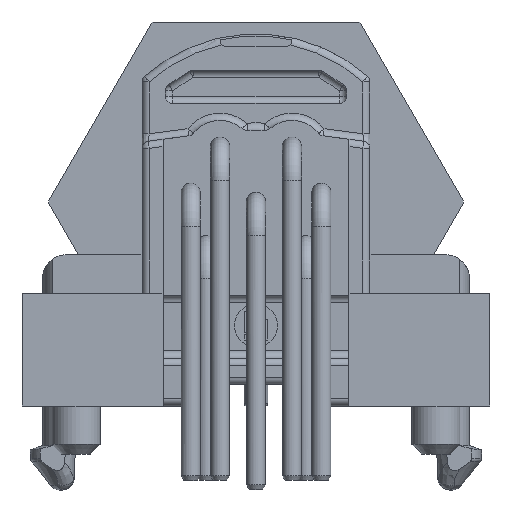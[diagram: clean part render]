
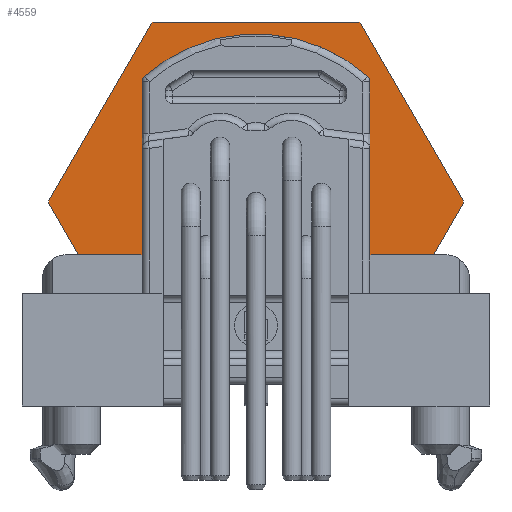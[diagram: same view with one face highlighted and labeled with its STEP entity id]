
A CAD part, left-side view. The second image highlights one B-rep face of the part: STEP entity #4559.
In plain terms, the highlighted planar face has unit normal (-1, 0, 0).
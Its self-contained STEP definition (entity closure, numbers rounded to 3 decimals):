
#371=CIRCLE('',#5368,7.);
#523=CIRCLE('',#5696,0.3);
#525=CIRCLE('',#5699,0.3);
#721=PLANE('',#5786);
#971=FACE_OUTER_BOUND('',#1308,.T.);
#1308=EDGE_LOOP('',(#2625,#2626,#2627,#2628,#2629,#2630,#2631,#2632,#2633,
#2634,#2635,#2636,#2637,#2638,#2639,#2640));
#2625=ORIENTED_EDGE('',*,*,#2987,.F.);
#2626=ORIENTED_EDGE('',*,*,#3065,.F.);
#2627=ORIENTED_EDGE('',*,*,#2848,.T.);
#2628=ORIENTED_EDGE('',*,*,#3452,.T.);
#2629=ORIENTED_EDGE('',*,*,#3441,.T.);
#2630=ORIENTED_EDGE('',*,*,#3453,.T.);
#2631=ORIENTED_EDGE('',*,*,#3445,.F.);
#2632=ORIENTED_EDGE('',*,*,#3454,.T.);
#2633=ORIENTED_EDGE('',*,*,#3448,.T.);
#2634=ORIENTED_EDGE('',*,*,#3455,.T.);
#2635=ORIENTED_EDGE('',*,*,#3450,.T.);
#2636=ORIENTED_EDGE('',*,*,#3041,.F.);
#2637=ORIENTED_EDGE('',*,*,#2968,.F.);
#2638=ORIENTED_EDGE('',*,*,#3367,.T.);
#2639=ORIENTED_EDGE('',*,*,#2994,.F.);
#2640=ORIENTED_EDGE('',*,*,#3369,.T.);
#2848=EDGE_CURVE('',#4851,#4855,#3549,.T.);
#2968=EDGE_CURVE('',#4963,#4964,#3612,.T.);
#2987=EDGE_CURVE('',#4977,#4978,#3626,.T.);
#2994=EDGE_CURVE('',#4984,#4981,#371,.T.);
#3041=EDGE_CURVE('',#4964,#4845,#3667,.T.);
#3065=EDGE_CURVE('',#4851,#4977,#3686,.T.);
#3367=EDGE_CURVE('',#4963,#4981,#523,.T.);
#3369=EDGE_CURVE('',#4984,#4978,#525,.T.);
#3441=EDGE_CURVE('',#5234,#5235,#3872,.T.);
#3445=EDGE_CURVE('',#5236,#5237,#3876,.T.);
#3448=EDGE_CURVE('',#5239,#5238,#3879,.T.);
#3450=EDGE_CURVE('',#5240,#4845,#3881,.T.);
#3452=EDGE_CURVE('',#4855,#5234,#3883,.T.);
#3453=EDGE_CURVE('',#5235,#5237,#3884,.T.);
#3454=EDGE_CURVE('',#5236,#5239,#3885,.T.);
#3455=EDGE_CURVE('',#5238,#5240,#3886,.T.);
#3549=LINE('',#7545,#3914);
#3612=LINE('',#8063,#3977);
#3626=LINE('',#8098,#3991);
#3667=LINE('',#8203,#4032);
#3686=LINE('',#8248,#4051);
#3872=LINE('',#9308,#4237);
#3876=LINE('',#9316,#4241);
#3879=LINE('',#9322,#4244);
#3881=LINE('',#9326,#4246);
#3883=LINE('',#9330,#4248);
#3884=LINE('',#9331,#4249);
#3885=LINE('',#9332,#4250);
#3886=LINE('',#9333,#4251);
#3914=VECTOR('',#5945,1.);
#3977=VECTOR('',#6098,1.);
#3991=VECTOR('',#6126,1.);
#4032=VECTOR('',#6209,1.);
#4051=VECTOR('',#6244,1.);
#4237=VECTOR('',#7208,1.);
#4241=VECTOR('',#7214,1.);
#4244=VECTOR('',#7219,1.);
#4246=VECTOR('',#7223,1.);
#4248=VECTOR('',#7227,1.);
#4249=VECTOR('',#7228,1.);
#4250=VECTOR('',#7229,1.);
#4251=VECTOR('',#7230,1.);
#4559=ADVANCED_FACE('',(#971),#721,.F.);
#4845=VERTEX_POINT('',#7522);
#4851=VERTEX_POINT('',#7534);
#4855=VERTEX_POINT('',#7544);
#4963=VERTEX_POINT('',#8062);
#4964=VERTEX_POINT('',#8064);
#4977=VERTEX_POINT('',#8097);
#4978=VERTEX_POINT('',#8099);
#4981=VERTEX_POINT('',#8107);
#4984=VERTEX_POINT('',#8112);
#5234=VERTEX_POINT('',#9309);
#5235=VERTEX_POINT('',#9310);
#5236=VERTEX_POINT('',#9315);
#5237=VERTEX_POINT('',#9317);
#5238=VERTEX_POINT('',#9321);
#5239=VERTEX_POINT('',#9323);
#5240=VERTEX_POINT('',#9327);
#5368=AXIS2_PLACEMENT_3D('',#8113,#6137,#6138);
#5696=AXIS2_PLACEMENT_3D('',#9101,#7005,#7006);
#5699=AXIS2_PLACEMENT_3D('',#9104,#7011,#7012);
#5786=AXIS2_PLACEMENT_3D('',#9334,#7231,#7232);
#5945=DIRECTION('',(0.,-0.5,0.866));
#6098=DIRECTION('',(0.,0.,-1.));
#6126=DIRECTION('',(0.,0.,1.));
#6137=DIRECTION('',(-1.,0.,0.));
#6138=DIRECTION('',(0.,1.,0.));
#6209=DIRECTION('',(0.,1.,0.));
#6244=DIRECTION('',(0.,1.,0.));
#7005=DIRECTION('',(1.,0.,0.));
#7006=DIRECTION('',(0.,0.,1.));
#7011=DIRECTION('',(1.,0.,0.));
#7012=DIRECTION('',(0.,0.,1.));
#7208=DIRECTION('',(0.,0.5,0.866));
#7214=DIRECTION('',(0.,-1.,0.));
#7219=DIRECTION('',(0.,0.5,-0.866));
#7223=DIRECTION('',(0.,-0.5,-0.866));
#7227=DIRECTION('',(0.,0.,1.));
#7228=DIRECTION('',(0.,0.866,0.5));
#7229=DIRECTION('',(0.,0.866,-0.5));
#7230=DIRECTION('',(0.,0.,-1.));
#7231=DIRECTION('',(1.,0.,0.));
#7232=DIRECTION('',(0.,0.,-1.));
#7522=CARTESIAN_POINT('',(2.,6.467,-3.8));
#7534=CARTESIAN_POINT('',(2.,-6.467,-3.8));
#7544=CARTESIAN_POINT('',(2.,-8.635,-0.043));
#7545=CARTESIAN_POINT('',(2.,-4.33,-7.5));
#8062=CARTESIAN_POINT('',(2.,4.75,5.009));
#8063=CARTESIAN_POINT('',(2.,4.75,5.142));
#8064=CARTESIAN_POINT('',(2.,4.75,-3.8));
#8097=CARTESIAN_POINT('',(2.,-4.75,-3.8));
#8098=CARTESIAN_POINT('',(2.,-4.75,-3.8));
#8099=CARTESIAN_POINT('',(2.,-4.75,5.009));
#8107=CARTESIAN_POINT('',(2.,4.649,5.233));
#8112=CARTESIAN_POINT('',(2.,-4.649,5.233));
#8113=CARTESIAN_POINT('',(2.,0.,0.));
#8203=CARTESIAN_POINT('',(2.,4.75,-3.8));
#8248=CARTESIAN_POINT('',(2.,-9.75,-3.8));
#9101=CARTESIAN_POINT('',(2.,4.45,5.009));
#9104=CARTESIAN_POINT('',(2.,-4.45,5.009));
#9308=CARTESIAN_POINT('',(2.,-8.66,0.));
#9309=CARTESIAN_POINT('',(2.,-8.635,0.043));
#9310=CARTESIAN_POINT('',(2.,-4.355,7.457));
#9315=CARTESIAN_POINT('',(2.,4.28,7.5));
#9316=CARTESIAN_POINT('',(2.,4.33,7.5));
#9317=CARTESIAN_POINT('',(2.,-4.28,7.5));
#9321=CARTESIAN_POINT('',(2.,8.636,0.043));
#9322=CARTESIAN_POINT('',(2.,4.33,7.5));
#9323=CARTESIAN_POINT('',(2.,4.355,7.457));
#9326=CARTESIAN_POINT('',(2.,8.661,0.));
#9327=CARTESIAN_POINT('',(2.,8.636,-0.043));
#9330=CARTESIAN_POINT('',(2.,-8.635,-0.043));
#9331=CARTESIAN_POINT('',(2.,-4.355,7.457));
#9332=CARTESIAN_POINT('',(2.,4.28,7.5));
#9333=CARTESIAN_POINT('',(2.,8.636,0.043));
#9334=CARTESIAN_POINT('',(2.,-4.33,7.5));
